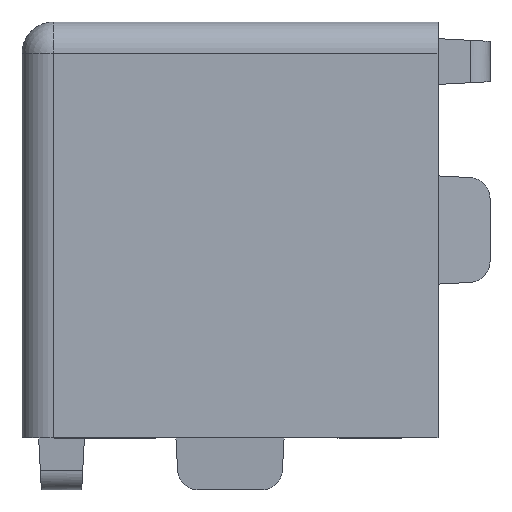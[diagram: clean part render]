
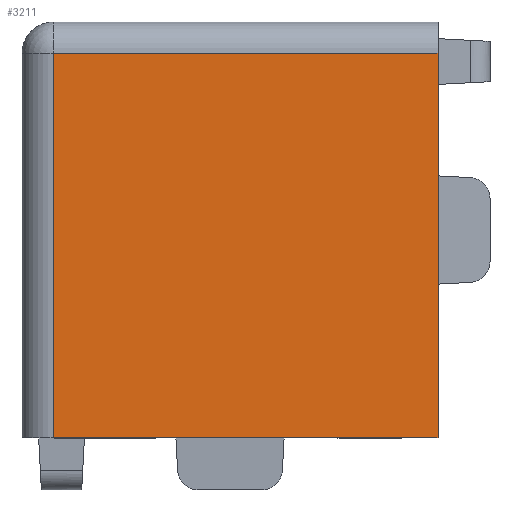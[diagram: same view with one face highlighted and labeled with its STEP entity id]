
A CAD part, front view. The second image highlights one B-rep face of the part: STEP entity #3211.
In plain terms, the highlighted planar face has unit normal (0, -1, 0).
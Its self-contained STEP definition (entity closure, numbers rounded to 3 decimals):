
#151 = CARTESIAN_POINT ( 'NONE',  ( -10., -10., 10. ) ) ;
#168 = DIRECTION ( 'NONE',  ( 0., 0., 1. ) ) ;
#187 = CARTESIAN_POINT ( 'NONE',  ( 10., -10., -10. ) ) ;
#731 = EDGE_CURVE ( 'NONE', #2611, #2780, #5246, .T. ) ;
#880 = EDGE_CURVE ( 'NONE', #4957, #2611, #3391, .T. ) ;
#894 = VECTOR ( 'NONE', #1453, 1000. ) ;
#1056 = LINE ( 'NONE', #5106, #2016 ) ;
#1218 = VECTOR ( 'NONE', #1603, 1000. ) ;
#1251 = LINE ( 'NONE', #3007, #4138 ) ;
#1394 = CARTESIAN_POINT ( 'NONE',  ( 10., -10., 8.5 ) ) ;
#1453 = DIRECTION ( 'NONE',  ( 1., 0., 0. ) ) ;
#1603 = DIRECTION ( 'NONE',  ( 0., 0., -1. ) ) ;
#1788 = DIRECTION ( 'NONE',  ( 0., 0., -1. ) ) ;
#2016 = VECTOR ( 'NONE', #2652, 1000. ) ;
#2070 = FACE_OUTER_BOUND ( 'NONE', #4650, .T. ) ;
#2194 = PLANE ( 'NONE',  #3477 ) ;
#2491 = CARTESIAN_POINT ( 'NONE',  ( -8.5, -10., -10. ) ) ;
#2608 = DIRECTION ( 'NONE',  ( 0., 1., 0. ) ) ;
#2611 = VERTEX_POINT ( 'NONE', #2491 ) ;
#2652 = DIRECTION ( 'NONE',  ( -1., 0., 0. ) ) ;
#2780 = VERTEX_POINT ( 'NONE', #187 ) ;
#3007 = CARTESIAN_POINT ( 'NONE',  ( 10., -10., 10. ) ) ;
#3076 = ORIENTED_EDGE ( 'NONE', *, *, #5090, .T. ) ;
#3211 = ADVANCED_FACE ( 'NONE', ( #2070 ), #2194, .F. ) ;
#3216 = EDGE_CURVE ( 'NONE', #3227, #2780, #1251, .T. ) ;
#3227 = VERTEX_POINT ( 'NONE', #1394 ) ;
#3391 = LINE ( 'NONE', #4056, #1218 ) ;
#3477 = AXIS2_PLACEMENT_3D ( 'NONE', #151, #2608, #168 ) ;
#3776 = ORIENTED_EDGE ( 'NONE', *, *, #731, .T. ) ;
#4056 = CARTESIAN_POINT ( 'NONE',  ( -8.5, -10., 10. ) ) ;
#4138 = VECTOR ( 'NONE', #1788, 1000. ) ;
#4315 = CARTESIAN_POINT ( 'NONE',  ( -10., -10., -10. ) ) ;
#4650 = EDGE_LOOP ( 'NONE', ( #5077, #3076, #5237, #3776 ) ) ;
#4957 = VERTEX_POINT ( 'NONE', #5028 ) ;
#5028 = CARTESIAN_POINT ( 'NONE',  ( -8.5, -10., 8.5 ) ) ;
#5077 = ORIENTED_EDGE ( 'NONE', *, *, #3216, .F. ) ;
#5090 = EDGE_CURVE ( 'NONE', #3227, #4957, #1056, .T. ) ;
#5106 = CARTESIAN_POINT ( 'NONE',  ( -10., -10., 8.5 ) ) ;
#5237 = ORIENTED_EDGE ( 'NONE', *, *, #880, .T. ) ;
#5246 = LINE ( 'NONE', #4315, #894 ) ;
